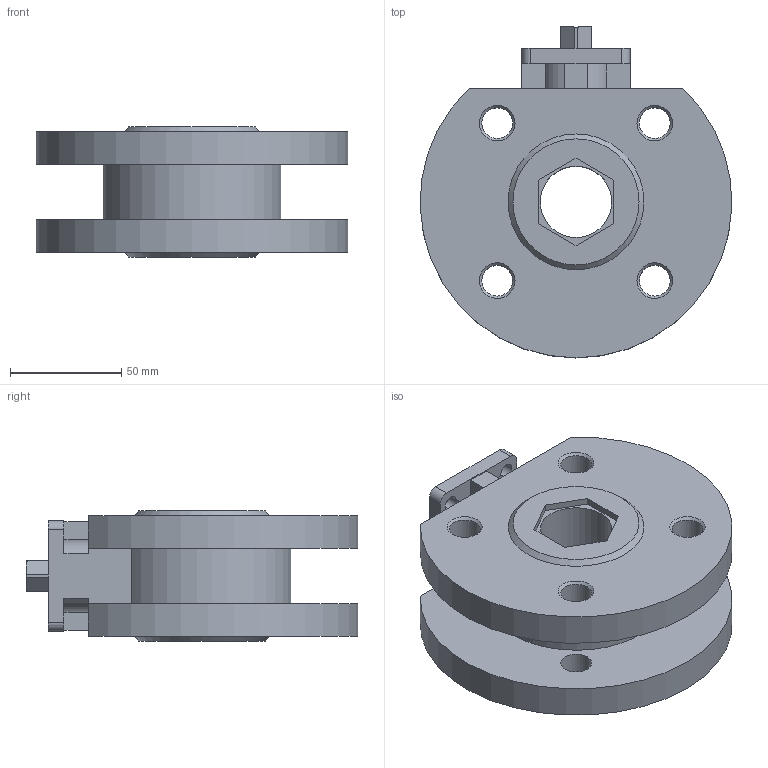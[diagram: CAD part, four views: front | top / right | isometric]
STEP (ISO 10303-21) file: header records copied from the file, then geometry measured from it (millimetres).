
FILE_DESCRIPTION(/* description */ ('STEP AP214'),/* implementation_level */ '2;1');
FILE_NAME(/* name */ '1692202_VZBC-32-FF-40-22-F0405-V4V4T',/* time_stamp */ '2024-09-18T00:47:56+02:00',/* author */ ('License CC BY-ND 4.0'),/* organization */ ('CADENAS'),/* preprocessor_version */ 'ST-DEVELOPER v19.3',/* originating_system */ 'PARTsolutions',/* authorisation */ ' ');
FILE_SCHEMA (('AUTOMOTIVE_DESIGN {1 0 10303 214 3 1 1}'));
Length unit declared in the file: millimetre
Products named in the file (1): 1692202 VZBC-32-FF-40-22-F0405-V4V4T
Bounding box: 139.91 x 149 x 58.4 mm (x, y, z)
Volume: 527544.8 mm3; surface area: 80617.1 mm2
Topology: 1 solids, 1 shells, 81 faces, 230 edges, 151 vertices
Faces by surface type: plane 41, cylinder 30, cone 10
Full cylindrical faces by diameter (mm): 13.835 x8, 32 x2, 34 x1
Entity records: 2622 total; most frequent: DIRECTION 450, CARTESIAN_POINT 438, ORIENTED_EDGE 414, EDGE_CURVE 207, AXIS2_PLACEMENT_3D 161, VERTEX_POINT 149, EDGE_LOOP 136, FACE_BOUND 136
